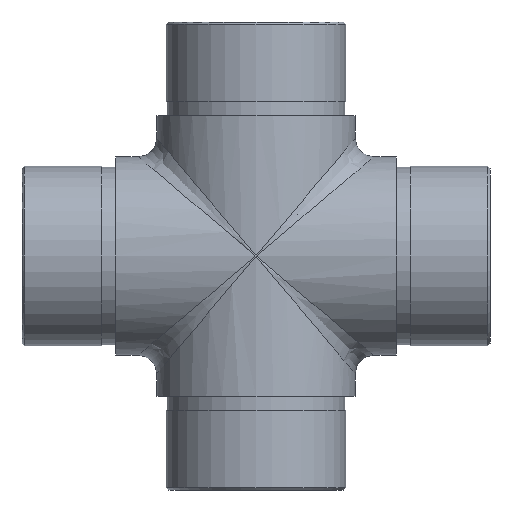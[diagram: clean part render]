
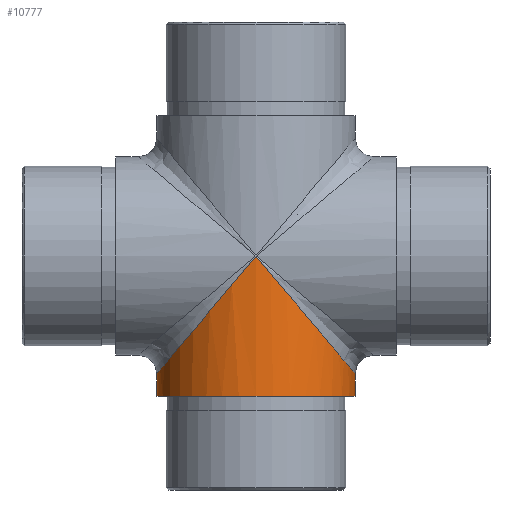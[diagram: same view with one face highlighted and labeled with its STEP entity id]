
A CAD part, left-side view. The second image highlights one B-rep face of the part: STEP entity #10777.
In plain terms, the highlighted cylindrical face has radius 21.2 mm (diameter 42.4 mm), a full revolution.
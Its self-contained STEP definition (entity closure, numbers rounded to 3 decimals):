
#472 = CARTESIAN_POINT ( 'NONE',  ( 0., 0., 30. ) ) ;
#921 = AXIS2_PLACEMENT_3D ( 'NONE', #472, #11765, #11938 ) ;
#1271 = CARTESIAN_POINT ( 'NONE',  ( -21.2, 42.4, -50.4 ) ) ;
#1352 = EDGE_LOOP ( 'NONE', ( #9942, #11823 ) ) ;
#1507 = VERTEX_POINT ( 'NONE', #11691 ) ;
#2095 = CARTESIAN_POINT ( 'NONE',  ( 21.2, 0., 0. ) ) ;
#2362 = CIRCLE ( 'NONE', #6811, 21.2 ) ;
#2859 = CARTESIAN_POINT ( 'NONE',  ( 21.2, -42.4, -50.4 ) ) ;
#3486 = EDGE_CURVE ( 'NONE', #3645, #1507, #10227, .T. ) ;
#3645 = VERTEX_POINT ( 'NONE', #2095 ) ;
#3920 = CARTESIAN_POINT ( 'NONE',  ( -21.2, -42.4, -50.4 ) ) ;
#4156 = CYLINDRICAL_SURFACE ( 'NONE', #921, 21.2 ) ;
#4805 =( BOUNDED_CURVE ( )  B_SPLINE_CURVE ( 3, ( #11364, #1271, #6480, #8550 ),
 .UNSPECIFIED., .F., .F. ) 
 B_SPLINE_CURVE_WITH_KNOTS ( ( 4, 4 ),
 ( 4.712, 7.854 ),
 .UNSPECIFIED. ) 
 CURVE ( )  GEOMETRIC_REPRESENTATION_ITEM ( )  RATIONAL_B_SPLINE_CURVE ( ( 1., 0.333, 0.333, 1. ) ) 
 REPRESENTATION_ITEM ( '' )  );
#6157 = CARTESIAN_POINT ( 'NONE',  ( 21.2, 0., -30. ) ) ;
#6480 = CARTESIAN_POINT ( 'NONE',  ( 21.2, 42.4, -50.4 ) ) ;
#6811 = AXIS2_PLACEMENT_3D ( 'NONE', #8300, #8208, #10462 ) ;
#7455 = EDGE_LOOP ( 'NONE', ( #9300 ) ) ;
#7987 = CARTESIAN_POINT ( 'NONE',  ( 21.2, 0., 0. ) ) ;
#8052 = EDGE_CURVE ( 'NONE', #1507, #3645, #4805, .T. ) ;
#8208 = DIRECTION ( 'NONE',  ( 0., 0., 1. ) ) ;
#8300 = CARTESIAN_POINT ( 'NONE',  ( 0., 0., -30. ) ) ;
#8529 = FACE_OUTER_BOUND ( 'NONE', #7455, .T. ) ;
#8550 = CARTESIAN_POINT ( 'NONE',  ( 21.2, 0., 0. ) ) ;
#9300 = ORIENTED_EDGE ( 'NONE', *, *, #9631, .T. ) ;
#9311 = FACE_OUTER_BOUND ( 'NONE', #1352, .T. ) ;
#9631 = EDGE_CURVE ( 'NONE', #13174, #13174, #2362, .T. ) ;
#9942 = ORIENTED_EDGE ( 'NONE', *, *, #3486, .T. ) ;
#10227 =( BOUNDED_CURVE ( )  B_SPLINE_CURVE ( 3, ( #7987, #2859, #3920, #12121 ),
 .UNSPECIFIED., .F., .T. ) 
 B_SPLINE_CURVE_WITH_KNOTS ( ( 4, 4 ),
 ( 4.712, 7.854 ),
 .UNSPECIFIED. ) 
 CURVE ( )  GEOMETRIC_REPRESENTATION_ITEM ( )  RATIONAL_B_SPLINE_CURVE ( ( 1., 0.333, 0.333, 1. ) ) 
 REPRESENTATION_ITEM ( '' )  );
#10462 = DIRECTION ( 'NONE',  ( 1., 0., 0. ) ) ;
#10777 = ADVANCED_FACE ( 'NONE', ( #8529, #9311 ), #4156, .T. ) ;
#11364 = CARTESIAN_POINT ( 'NONE',  ( -21.2, 0., 0. ) ) ;
#11691 = CARTESIAN_POINT ( 'NONE',  ( -21.2, 0., 0. ) ) ;
#11765 = DIRECTION ( 'NONE',  ( 0., 0., -1. ) ) ;
#11823 = ORIENTED_EDGE ( 'NONE', *, *, #8052, .T. ) ;
#11938 = DIRECTION ( 'NONE',  ( -1., 0., 0. ) ) ;
#12121 = CARTESIAN_POINT ( 'NONE',  ( -21.2, 0., 0. ) ) ;
#13174 = VERTEX_POINT ( 'NONE', #6157 ) ;
